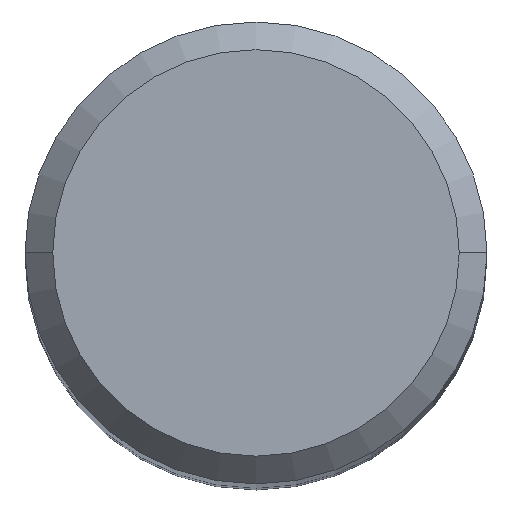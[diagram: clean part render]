
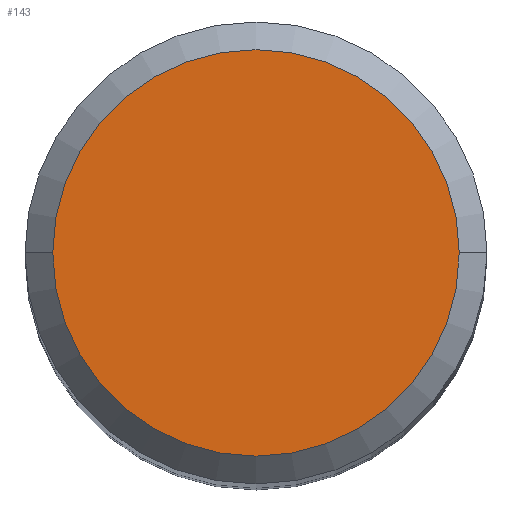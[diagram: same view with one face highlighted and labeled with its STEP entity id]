
A CAD part, top view. The second image highlights one B-rep face of the part: STEP entity #143.
In plain terms, the highlighted planar face has unit normal (0, 0, 1).
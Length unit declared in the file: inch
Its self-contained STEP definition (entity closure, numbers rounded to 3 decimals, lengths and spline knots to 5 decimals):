
#4 = CIRCLE ( 'NONE', #192, 0.11 ) ;
#12 = PLANE ( 'NONE',  #114 ) ;
#30 = ORIENTED_EDGE ( 'NONE', *, *, #52, .T. ) ;
#34 = VERTEX_POINT ( 'NONE', #303 ) ;
#37 = CIRCLE ( 'NONE', #113, 0.11 ) ;
#52 = EDGE_CURVE ( 'NONE', #34, #227, #4, .T. ) ;
#57 = DIRECTION ( 'NONE',  ( 0., 0., 1. ) ) ;
#93 = EDGE_CURVE ( 'NONE', #227, #34, #37, .T. ) ;
#107 = DIRECTION ( 'NONE',  ( 1., 0., 0. ) ) ;
#113 = AXIS2_PLACEMENT_3D ( 'NONE', #260, #263, #259 ) ;
#114 = AXIS2_PLACEMENT_3D ( 'NONE', #190, #214, #280 ) ;
#138 = EDGE_LOOP ( 'NONE', ( #242, #30 ) ) ;
#143 = ADVANCED_FACE ( 'NONE', ( #217 ), #12, .T. ) ;
#153 = CARTESIAN_POINT ( 'NONE',  ( -0.11, 0., 2. ) ) ;
#190 = CARTESIAN_POINT ( 'NONE',  ( 0., 0., 2. ) ) ;
#192 = AXIS2_PLACEMENT_3D ( 'NONE', #279, #57, #107 ) ;
#214 = DIRECTION ( 'NONE',  ( 0., 0., 1. ) ) ;
#217 = FACE_OUTER_BOUND ( 'NONE', #138, .T. ) ;
#227 = VERTEX_POINT ( 'NONE', #153 ) ;
#242 = ORIENTED_EDGE ( 'NONE', *, *, #93, .T. ) ;
#259 = DIRECTION ( 'NONE',  ( 1., 0., 0. ) ) ;
#260 = CARTESIAN_POINT ( 'NONE',  ( 0., 0., 2. ) ) ;
#263 = DIRECTION ( 'NONE',  ( 0., 0., 1. ) ) ;
#279 = CARTESIAN_POINT ( 'NONE',  ( 0., 0., 2. ) ) ;
#280 = DIRECTION ( 'NONE',  ( 1., 0., 0. ) ) ;
#303 = CARTESIAN_POINT ( 'NONE',  ( 0.11, 0., 2. ) ) ;
